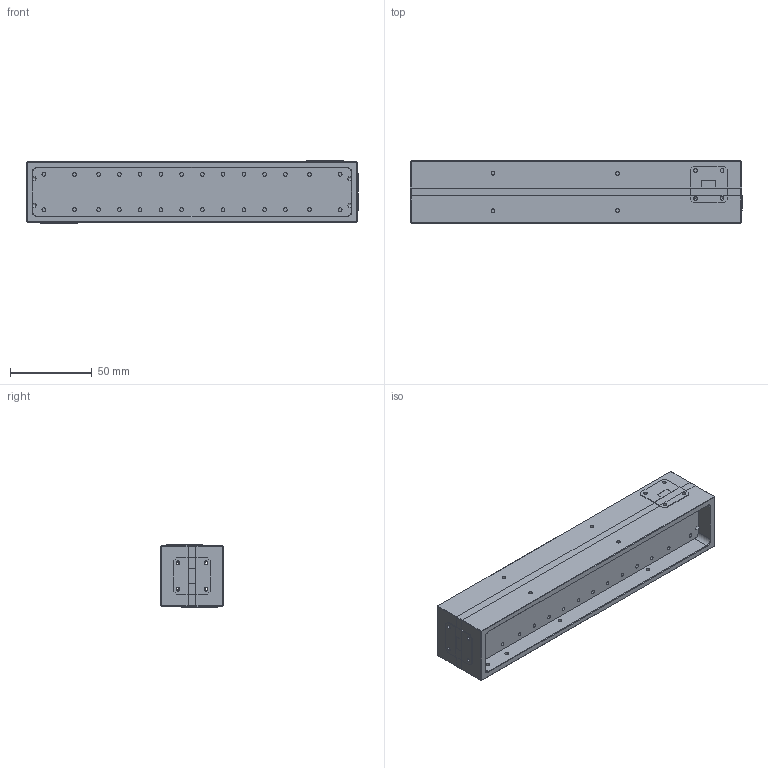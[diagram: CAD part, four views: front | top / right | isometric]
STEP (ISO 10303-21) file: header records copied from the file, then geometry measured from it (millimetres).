
FILE_DESCRIPTION (( 'STEP AP214' ), '1' );
FILE_NAME ('WD-DB-3, DF.STEP', '2025-08-15T22:47:40', ( '' ), ( '' ), 'SwSTEP 2.0', 'SolidWorks 2021', '' );
FILE_SCHEMA (( 'AUTOMOTIVE_DESIGN' ));
Length unit declared in the file: inch
Products named in the file (1): WD-DB-3, DF
Bounding box: 203.2 x 38.1 x 38.1 mm (x, y, z)
Volume: 162359.4 mm3; surface area: 77501 mm2
Topology: 32 solids, 32 shells, 1167 faces, 2496 edges, 1498 vertices
Faces by surface type: plane 543, cone 325, cylinder 299
Entity records: 47030 total; most frequent: CARTESIAN_POINT 6482, DIRECTION 5553, ORIENTED_EDGE 4984, EDGE_CURVE 2492, AXIS2_PLACEMENT_3D 2097, VERTEX_POINT 1498, VECTOR 1359, LINE 1359
